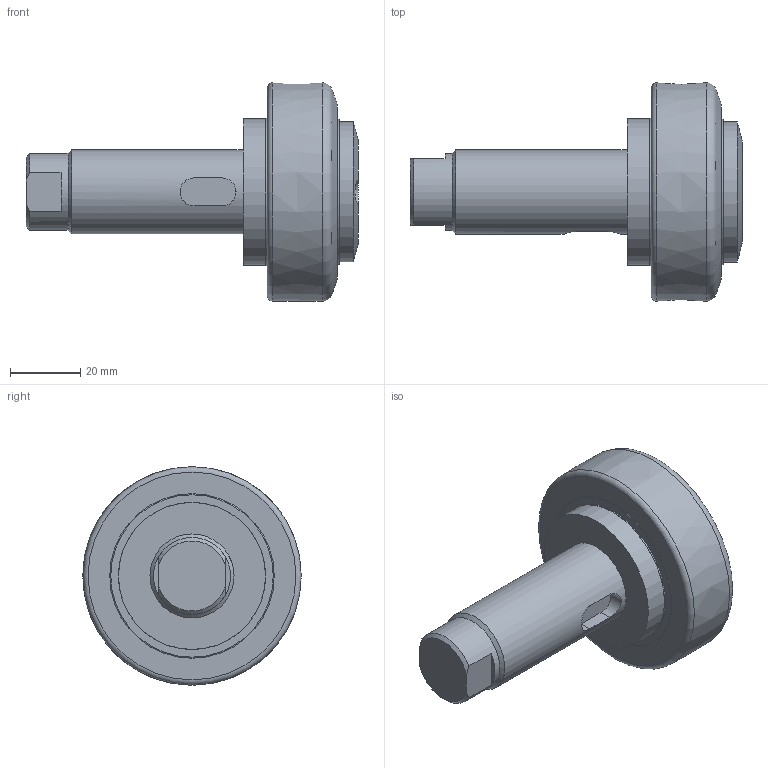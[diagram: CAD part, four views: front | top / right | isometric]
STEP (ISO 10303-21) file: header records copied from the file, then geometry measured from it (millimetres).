
FILE_DESCRIPTION(/* description */ ('-'),/* implementation_level */ '2;1');
FILE_NAME(/* name */ 'ALFATEC_TR060-1360.stp',/* time_stamp */ '2021-01-27T10:01:45+01:00',/* author */ ('kstaebler'),/* organization */ (''),/* preprocessor_version */ 'ST-DEVELOPER v18.1',/* originating_system */ 'Autodesk Inventor 2020',/* authorisation */ '');
FILE_SCHEMA (('AUTOMOTIVE_DESIGN { 1 0 10303 214 3 1 1 }'));
Length unit declared in the file: millimetre
Products named in the file (1): TR 060.1360_Kontur
Bounding box: 94.85 x 62.44 x 62.47 mm (x, y, z)
Volume: 102729.5 mm3; surface area: 16290.9 mm2
Topology: 1 solids, 1 shells, 62 faces, 165 edges, 117 vertices
Faces by surface type: plane 34, cylinder 16, cone 7, torus 4, bspline 1
Full cylindrical faces by diameter (mm): 6 x2, 6.5 x2, 22 x1, 24 x1, 40 x1, 41.5 x1, 42 x2, 42.1 x1, 42.971 x1, 47 x2
Entity records: 2216 total; most frequent: CARTESIAN_POINT 455, DIRECTION 359, ORIENTED_EDGE 330, EDGE_CURVE 165, AXIS2_PLACEMENT_3D 144, VERTEX_POINT 117, CIRCLE 82, EDGE_LOOP 74
